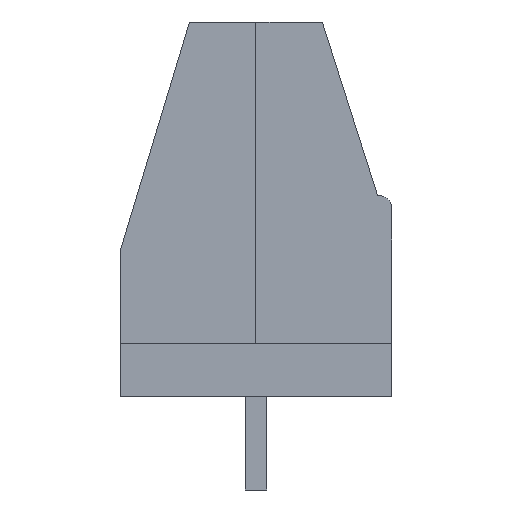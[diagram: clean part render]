
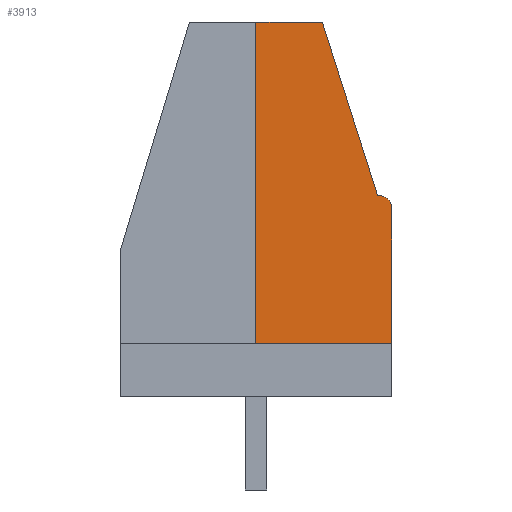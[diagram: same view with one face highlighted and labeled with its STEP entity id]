
A CAD part, left-side view. The second image highlights one B-rep face of the part: STEP entity #3913.
In plain terms, the highlighted planar face has unit normal (-1, 0, 0).
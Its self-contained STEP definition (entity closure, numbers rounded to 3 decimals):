
#1364 = PLANE('',#1365);
#1365 = AXIS2_PLACEMENT_3D('',#1366,#1367,#1368);
#1366 = CARTESIAN_POINT('',(-5.08,-5.1,0.5));
#1367 = DIRECTION('',(-1.,0.,0.));
#1368 = DIRECTION('',(0.,1.,0.));
#2236 = VERTEX_POINT('',#2237);
#2237 = CARTESIAN_POINT('',(-5.08,-5.1,2.5));
#2251 = PLANE('',#2252);
#2252 = AXIS2_PLACEMENT_3D('',#2253,#2254,#2255);
#2253 = CARTESIAN_POINT('',(-4.08,-5.1,2.5));
#2254 = DIRECTION('',(0.,1.,0.));
#2255 = DIRECTION('',(0.,0.,1.));
#2560 = EDGE_CURVE('',#2561,#2236,#2563,.T.);
#2561 = VERTEX_POINT('',#2562);
#2562 = CARTESIAN_POINT('',(-5.08,0.,2.5));
#2563 = SURFACE_CURVE('',#2564,(#2568,#2575),.PCURVE_S1.);
#2564 = LINE('',#2565,#2566);
#2565 = CARTESIAN_POINT('',(-5.08,0.,2.5));
#2566 = VECTOR('',#2567,1.);
#2567 = DIRECTION('',(0.,-1.,0.));
#2568 = PCURVE('',#1364,#2569);
#2569 = DEFINITIONAL_REPRESENTATION('',(#2570),#2574);
#2570 = LINE('',#2571,#2572);
#2571 = CARTESIAN_POINT('',(5.1,-2.));
#2572 = VECTOR('',#2573,1.);
#2573 = DIRECTION('',(-1.,0.));
#2574 = ( GEOMETRIC_REPRESENTATION_CONTEXT(2) 
PARAMETRIC_REPRESENTATION_CONTEXT() REPRESENTATION_CONTEXT('2D SPACE',''
  ) );
#2575 = PCURVE('',#2576,#2581);
#2576 = PLANE('',#2577);
#2577 = AXIS2_PLACEMENT_3D('',#2578,#2579,#2580);
#2578 = CARTESIAN_POINT('',(-5.08,-4.578,8.085));
#2579 = DIRECTION('',(1.,0.,0.));
#2580 = DIRECTION('',(0.,0.,1.));
#2581 = DEFINITIONAL_REPRESENTATION('',(#2582),#2586);
#2582 = LINE('',#2583,#2584);
#2583 = CARTESIAN_POINT('',(-5.585,-4.578));
#2584 = VECTOR('',#2585,1.);
#2585 = DIRECTION('',(0.,1.));
#2586 = ( GEOMETRIC_REPRESENTATION_CONTEXT(2) 
PARAMETRIC_REPRESENTATION_CONTEXT() REPRESENTATION_CONTEXT('2D SPACE',''
  ) );
#2602 = PLANE('',#2603);
#2603 = AXIS2_PLACEMENT_3D('',#2604,#2605,#2606);
#2604 = CARTESIAN_POINT('',(-5.08,5.1,2.5));
#2605 = DIRECTION('',(-1.,0.,0.));
#2606 = DIRECTION('',(0.,0.,-1.));
#2902 = PLANE('',#2903);
#2903 = AXIS2_PLACEMENT_3D('',#2904,#2905,#2906);
#2904 = CARTESIAN_POINT('',(-4.08,-2.5,14.6));
#2905 = DIRECTION('',(0.,0.,-1.));
#2906 = DIRECTION('',(0.,1.,0.));
#3391 = EDGE_CURVE('',#2236,#3392,#3394,.T.);
#3392 = VERTEX_POINT('',#3393);
#3393 = CARTESIAN_POINT('',(-5.08,-5.1,7.5));
#3394 = SURFACE_CURVE('',#3395,(#3399,#3406),.PCURVE_S1.);
#3395 = LINE('',#3396,#3397);
#3396 = CARTESIAN_POINT('',(-5.08,-5.1,2.5));
#3397 = VECTOR('',#3398,1.);
#3398 = DIRECTION('',(0.,0.,1.));
#3399 = PCURVE('',#2251,#3400);
#3400 = DEFINITIONAL_REPRESENTATION('',(#3401),#3405);
#3401 = LINE('',#3402,#3403);
#3402 = CARTESIAN_POINT('',(0.,-1.));
#3403 = VECTOR('',#3404,1.);
#3404 = DIRECTION('',(1.,0.));
#3405 = ( GEOMETRIC_REPRESENTATION_CONTEXT(2) 
PARAMETRIC_REPRESENTATION_CONTEXT() REPRESENTATION_CONTEXT('2D SPACE',''
  ) );
#3406 = PCURVE('',#2576,#3407);
#3407 = DEFINITIONAL_REPRESENTATION('',(#3408),#3412);
#3408 = LINE('',#3409,#3410);
#3409 = CARTESIAN_POINT('',(-5.585,0.522));
#3410 = VECTOR('',#3411,1.);
#3411 = DIRECTION('',(1.,0.));
#3412 = ( GEOMETRIC_REPRESENTATION_CONTEXT(2) 
PARAMETRIC_REPRESENTATION_CONTEXT() REPRESENTATION_CONTEXT('2D SPACE',''
  ) );
#3430 = CYLINDRICAL_SURFACE('',#3431,0.5);
#3431 = AXIS2_PLACEMENT_3D('',#3432,#3433,#3434);
#3432 = CARTESIAN_POINT('',(-4.08,-4.607,7.585));
#3433 = DIRECTION('',(1.,0.,0.));
#3434 = DIRECTION('',(0.,-1.,0.));
#3913 = ADVANCED_FACE('',(#3914),#2576,.F.);
#3914 = FACE_BOUND('',#3915,.F.);
#3915 = EDGE_LOOP('',(#3916,#3946,#3972,#3973,#3974,#3997));
#3916 = ORIENTED_EDGE('',*,*,#3917,.F.);
#3917 = EDGE_CURVE('',#3918,#3920,#3922,.T.);
#3918 = VERTEX_POINT('',#3919);
#3919 = CARTESIAN_POINT('',(-5.08,-4.578,8.085));
#3920 = VERTEX_POINT('',#3921);
#3921 = CARTESIAN_POINT('',(-5.08,-2.5,14.6));
#3922 = SURFACE_CURVE('',#3923,(#3927,#3934),.PCURVE_S1.);
#3923 = LINE('',#3924,#3925);
#3924 = CARTESIAN_POINT('',(-5.08,-4.578,8.085));
#3925 = VECTOR('',#3926,1.);
#3926 = DIRECTION('',(0.,0.304,0.953));
#3927 = PCURVE('',#2576,#3928);
#3928 = DEFINITIONAL_REPRESENTATION('',(#3929),#3933);
#3929 = LINE('',#3930,#3931);
#3930 = CARTESIAN_POINT('',(0.,0.));
#3931 = VECTOR('',#3932,1.);
#3932 = DIRECTION('',(0.953,-0.304));
#3933 = ( GEOMETRIC_REPRESENTATION_CONTEXT(2) 
PARAMETRIC_REPRESENTATION_CONTEXT() REPRESENTATION_CONTEXT('2D SPACE',''
  ) );
#3934 = PCURVE('',#3935,#3940);
#3935 = PLANE('',#3936);
#3936 = AXIS2_PLACEMENT_3D('',#3937,#3938,#3939);
#3937 = CARTESIAN_POINT('',(-4.08,-4.578,8.085));
#3938 = DIRECTION('',(0.,0.953,-0.304));
#3939 = DIRECTION('',(0.,0.304,0.953));
#3940 = DEFINITIONAL_REPRESENTATION('',(#3941),#3945);
#3941 = LINE('',#3942,#3943);
#3942 = CARTESIAN_POINT('',(0.,-1.));
#3943 = VECTOR('',#3944,1.);
#3944 = DIRECTION('',(1.,0.));
#3945 = ( GEOMETRIC_REPRESENTATION_CONTEXT(2) 
PARAMETRIC_REPRESENTATION_CONTEXT() REPRESENTATION_CONTEXT('2D SPACE',''
  ) );
#3946 = ORIENTED_EDGE('',*,*,#3947,.F.);
#3947 = EDGE_CURVE('',#3392,#3918,#3948,.T.);
#3948 = SURFACE_CURVE('',#3949,(#3954,#3965),.PCURVE_S1.);
#3949 = CIRCLE('',#3950,0.5);
#3950 = AXIS2_PLACEMENT_3D('',#3951,#3952,#3953);
#3951 = CARTESIAN_POINT('',(-5.08,-4.607,7.585));
#3952 = DIRECTION('',(-1.,0.,0.));
#3953 = DIRECTION('',(0.,-1.,0.));
#3954 = PCURVE('',#2576,#3955);
#3955 = DEFINITIONAL_REPRESENTATION('',(#3956),#3964);
#3956 = ( BOUNDED_CURVE() B_SPLINE_CURVE(2,(#3957,#3958,#3959,#3960,
#3961,#3962,#3963),.UNSPECIFIED.,.T.,.F.) B_SPLINE_CURVE_WITH_KNOTS((1,2
    ,2,2,2,1),(-2.094,0.,2.094,4.189,
6.283,8.378),.UNSPECIFIED.) CURVE() 
GEOMETRIC_REPRESENTATION_ITEM() RATIONAL_B_SPLINE_CURVE((1.,0.5,1.,0.5,
1.,0.5,1.)) REPRESENTATION_ITEM('') );
#3957 = CARTESIAN_POINT('',(-0.499,0.529));
#3958 = CARTESIAN_POINT('',(0.367,0.529));
#3959 = CARTESIAN_POINT('',(-0.066,-0.221));
#3960 = CARTESIAN_POINT('',(-0.499,-0.971));
#3961 = CARTESIAN_POINT('',(-0.932,-0.221));
#3962 = CARTESIAN_POINT('',(-1.365,0.529));
#3963 = CARTESIAN_POINT('',(-0.499,0.529));
#3964 = ( GEOMETRIC_REPRESENTATION_CONTEXT(2) 
PARAMETRIC_REPRESENTATION_CONTEXT() REPRESENTATION_CONTEXT('2D SPACE',''
  ) );
#3965 = PCURVE('',#3430,#3966);
#3966 = DEFINITIONAL_REPRESENTATION('',(#3967),#3971);
#3967 = LINE('',#3968,#3969);
#3968 = CARTESIAN_POINT('',(-0.,-1.));
#3969 = VECTOR('',#3970,1.);
#3970 = DIRECTION('',(-1.,0.));
#3971 = ( GEOMETRIC_REPRESENTATION_CONTEXT(2) 
PARAMETRIC_REPRESENTATION_CONTEXT() REPRESENTATION_CONTEXT('2D SPACE',''
  ) );
#3972 = ORIENTED_EDGE('',*,*,#3391,.F.);
#3973 = ORIENTED_EDGE('',*,*,#2560,.F.);
#3974 = ORIENTED_EDGE('',*,*,#3975,.F.);
#3975 = EDGE_CURVE('',#3976,#2561,#3978,.T.);
#3976 = VERTEX_POINT('',#3977);
#3977 = CARTESIAN_POINT('',(-5.08,0.,14.6));
#3978 = SURFACE_CURVE('',#3979,(#3983,#3990),.PCURVE_S1.);
#3979 = LINE('',#3980,#3981);
#3980 = CARTESIAN_POINT('',(-5.08,0.,14.6));
#3981 = VECTOR('',#3982,1.);
#3982 = DIRECTION('',(0.,0.,-1.));
#3983 = PCURVE('',#2576,#3984);
#3984 = DEFINITIONAL_REPRESENTATION('',(#3985),#3989);
#3985 = LINE('',#3986,#3987);
#3986 = CARTESIAN_POINT('',(6.515,-4.578));
#3987 = VECTOR('',#3988,1.);
#3988 = DIRECTION('',(-1.,0.));
#3989 = ( GEOMETRIC_REPRESENTATION_CONTEXT(2) 
PARAMETRIC_REPRESENTATION_CONTEXT() REPRESENTATION_CONTEXT('2D SPACE',''
  ) );
#3990 = PCURVE('',#2602,#3991);
#3991 = DEFINITIONAL_REPRESENTATION('',(#3992),#3996);
#3992 = LINE('',#3993,#3994);
#3993 = CARTESIAN_POINT('',(-12.1,5.1));
#3994 = VECTOR('',#3995,1.);
#3995 = DIRECTION('',(1.,0.));
#3996 = ( GEOMETRIC_REPRESENTATION_CONTEXT(2) 
PARAMETRIC_REPRESENTATION_CONTEXT() REPRESENTATION_CONTEXT('2D SPACE',''
  ) );
#3997 = ORIENTED_EDGE('',*,*,#3998,.F.);
#3998 = EDGE_CURVE('',#3920,#3976,#3999,.T.);
#3999 = SURFACE_CURVE('',#4000,(#4004,#4011),.PCURVE_S1.);
#4000 = LINE('',#4001,#4002);
#4001 = CARTESIAN_POINT('',(-5.08,-2.5,14.6));
#4002 = VECTOR('',#4003,1.);
#4003 = DIRECTION('',(0.,1.,0.));
#4004 = PCURVE('',#2576,#4005);
#4005 = DEFINITIONAL_REPRESENTATION('',(#4006),#4010);
#4006 = LINE('',#4007,#4008);
#4007 = CARTESIAN_POINT('',(6.515,-2.078));
#4008 = VECTOR('',#4009,1.);
#4009 = DIRECTION('',(0.,-1.));
#4010 = ( GEOMETRIC_REPRESENTATION_CONTEXT(2) 
PARAMETRIC_REPRESENTATION_CONTEXT() REPRESENTATION_CONTEXT('2D SPACE',''
  ) );
#4011 = PCURVE('',#2902,#4012);
#4012 = DEFINITIONAL_REPRESENTATION('',(#4013),#4017);
#4013 = LINE('',#4014,#4015);
#4014 = CARTESIAN_POINT('',(0.,-1.));
#4015 = VECTOR('',#4016,1.);
#4016 = DIRECTION('',(1.,0.));
#4017 = ( GEOMETRIC_REPRESENTATION_CONTEXT(2) 
PARAMETRIC_REPRESENTATION_CONTEXT() REPRESENTATION_CONTEXT('2D SPACE',''
  ) );
